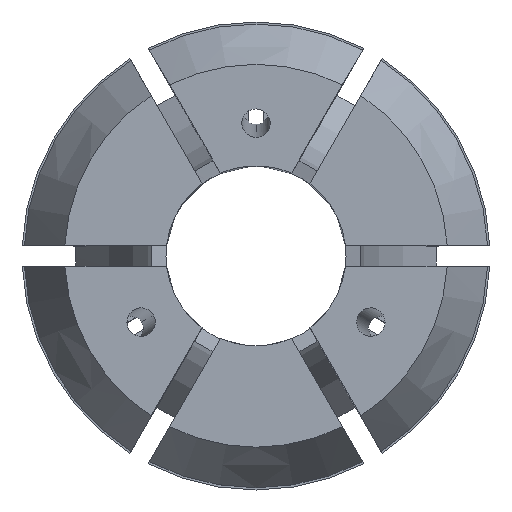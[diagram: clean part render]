
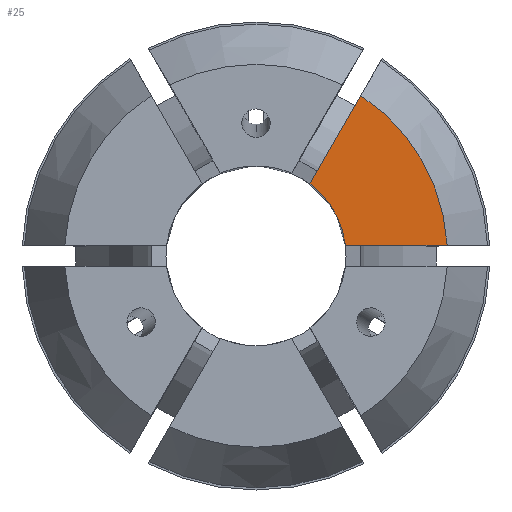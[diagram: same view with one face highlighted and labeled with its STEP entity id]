
A CAD part, top view. The second image highlights one B-rep face of the part: STEP entity #25.
In plain terms, the highlighted planar face has unit normal (0, 0, 1).
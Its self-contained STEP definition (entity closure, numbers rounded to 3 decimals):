
#25 = ADVANCED_FACE ( 'NONE', ( #1416 ), #184, .T. ) ;
#38 = VERTEX_POINT ( 'NONE', #3795 ) ;
#63 = LINE ( 'NONE', #3212, #1404 ) ;
#184 = PLANE ( 'NONE',  #1577 ) ;
#323 = ORIENTED_EDGE ( 'NONE', *, *, #1002, .F. ) ;
#368 = AXIS2_PLACEMENT_3D ( 'NONE', #3288, #804, #2658 ) ;
#494 = CARTESIAN_POINT ( 'NONE',  ( 0., 13.499, 40. ) ) ;
#522 = EDGE_CURVE ( 'NONE', #38, #3030, #1243, .T. ) ;
#677 = VERTEX_POINT ( 'NONE', #3298 ) ;
#735 = VERTEX_POINT ( 'NONE', #2981 ) ;
#767 = CARTESIAN_POINT ( 'NONE',  ( 6.306, 0.75, 40. ) ) ;
#804 = DIRECTION ( 'NONE',  ( 0., 0., 1. ) ) ;
#1002 = EDGE_CURVE ( 'NONE', #677, #38, #2945, .T. ) ;
#1243 = LINE ( 'NONE', #1374, #2587 ) ;
#1374 = CARTESIAN_POINT ( 'NONE',  ( 0., 0.75, 40. ) ) ;
#1404 = VECTOR ( 'NONE', #3856, 1000. ) ;
#1416 = FACE_OUTER_BOUND ( 'NONE', #2728, .T. ) ;
#1577 = AXIS2_PLACEMENT_3D ( 'NONE', #494, #3594, #1705 ) ;
#1705 = DIRECTION ( 'NONE',  ( 1., 0., 0. ) ) ;
#1726 = DIRECTION ( 'NONE',  ( 0., 0., -1. ) ) ;
#1868 = EDGE_CURVE ( 'NONE', #3030, #735, #2936, .T. ) ;
#2463 = ORIENTED_EDGE ( 'NONE', *, *, #2933, .T. ) ;
#2470 = DIRECTION ( 'NONE',  ( -1., 0., 0. ) ) ;
#2587 = VECTOR ( 'NONE', #2470, 1000. ) ;
#2658 = DIRECTION ( 'NONE',  ( 1., 0., 0. ) ) ;
#2728 = EDGE_LOOP ( 'NONE', ( #323, #2463, #3423, #3432 ) ) ;
#2903 = AXIS2_PLACEMENT_3D ( 'NONE', #3322, #1726, #3275 ) ;
#2933 = EDGE_CURVE ( 'NONE', #677, #735, #63, .T. ) ;
#2936 = CIRCLE ( 'NONE', #368, 6.35 ) ;
#2945 = CIRCLE ( 'NONE', #2903, 13.499 ) ;
#2981 = CARTESIAN_POINT ( 'NONE',  ( 3.802, 5.086, 40. ) ) ;
#3030 = VERTEX_POINT ( 'NONE', #767 ) ;
#3212 = CARTESIAN_POINT ( 'NONE',  ( 6.495, 9.75, 40. ) ) ;
#3275 = DIRECTION ( 'NONE',  ( -1., 0., 0. ) ) ;
#3288 = CARTESIAN_POINT ( 'NONE',  ( 0., 0., 40. ) ) ;
#3298 = CARTESIAN_POINT ( 'NONE',  ( 7.389, 11.298, 40. ) ) ;
#3322 = CARTESIAN_POINT ( 'NONE',  ( 0., 0., 40. ) ) ;
#3423 = ORIENTED_EDGE ( 'NONE', *, *, #1868, .F. ) ;
#3432 = ORIENTED_EDGE ( 'NONE', *, *, #522, .F. ) ;
#3594 = DIRECTION ( 'NONE',  ( 0., 0., 1. ) ) ;
#3795 = CARTESIAN_POINT ( 'NONE',  ( 13.479, 0.75, 40. ) ) ;
#3856 = DIRECTION ( 'NONE',  ( -0.5, -0.866, 0. ) ) ;
